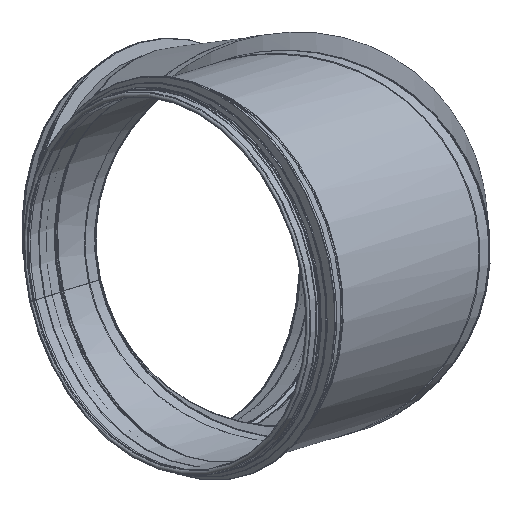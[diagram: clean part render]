
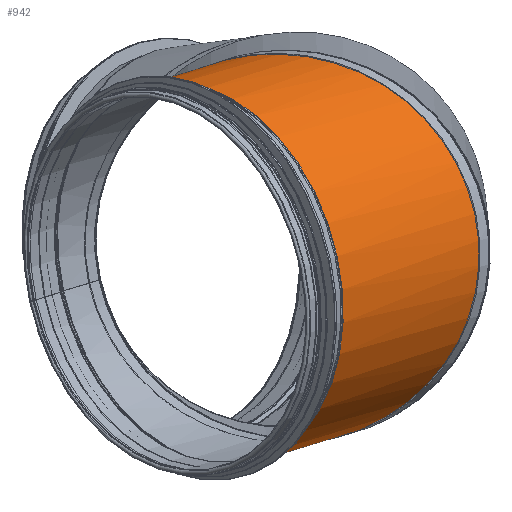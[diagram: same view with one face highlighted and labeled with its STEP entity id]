
A CAD part, top view. The second image highlights one B-rep face of the part: STEP entity #942.
In plain terms, the highlighted cylindrical face has radius 99.475 mm (diameter 198.95 mm), a full revolution.
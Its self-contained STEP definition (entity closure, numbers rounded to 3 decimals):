
#151=CARTESIAN_POINT('',(99.475,52.592,0.0));
#152=VERTEX_POINT('',#151);
#153=CARTESIAN_POINT('',(99.475,52.592,-0.002));
#154=VERTEX_POINT('',#153);
#155=CARTESIAN_POINT('',(0.,93.796,0.0));
#156=DIRECTION('',(-0.383,-0.924,0.0));
#157=DIRECTION('',(0.924,-0.383,0.0));
#158=AXIS2_PLACEMENT_3D('',#155,#156,#157);
#159=ELLIPSE('',#158,107.671,99.475);
#160=EDGE_CURVE('',#152,#154,#159,.T.);
#226=CARTESIAN_POINT('',(99.475,25.5,0.0));
#227=VERTEX_POINT('',#226);
#228=CARTESIAN_POINT('',(99.475,25.5,0.0));
#229=DIRECTION('',(0.0,1.0,0.0));
#230=VECTOR('',#229,27.092);
#231=LINE('',#228,#230);
#232=EDGE_CURVE('',#227,#152,#231,.T.);
#282=CARTESIAN_POINT('',(99.475,25.5,-0.002));
#283=VERTEX_POINT('',#282);
#740=CARTESIAN_POINT('',(99.475,52.592,-0.002));
#741=DIRECTION('',(0.0,-1.0,0.0));
#742=VECTOR('',#741,27.092);
#743=LINE('',#740,#742);
#744=EDGE_CURVE('',#154,#283,#743,.T.);
#925=CARTESIAN_POINT('',(0.0,64.206,0.0));
#926=DIRECTION('',(0.,-1.0,0.0));
#927=DIRECTION('',(1.0,0.0,0.0));
#928=AXIS2_PLACEMENT_3D('',#925,#926,#927);
#929=CYLINDRICAL_SURFACE('',#928,99.475);
#930=ORIENTED_EDGE('',*,*,#160,.T.);
#931=ORIENTED_EDGE('',*,*,#744,.T.);
#932=CARTESIAN_POINT('',(0.,25.5,0.0));
#933=DIRECTION('',(0.0,-1.0,0.0));
#934=DIRECTION('',(1.0,0.0,0.0));
#935=AXIS2_PLACEMENT_3D('',#932,#933,#934);
#936=CIRCLE('',#935,99.475);
#937=EDGE_CURVE('',#227,#283,#936,.T.);
#938=ORIENTED_EDGE('',*,*,#937,.F.);
#939=ORIENTED_EDGE('',*,*,#232,.T.);
#940=EDGE_LOOP('',(#930,#931,#938,#939));
#941=FACE_OUTER_BOUND('',#940,.T.);
#942=ADVANCED_FACE('',(#941),#929,.T.);
